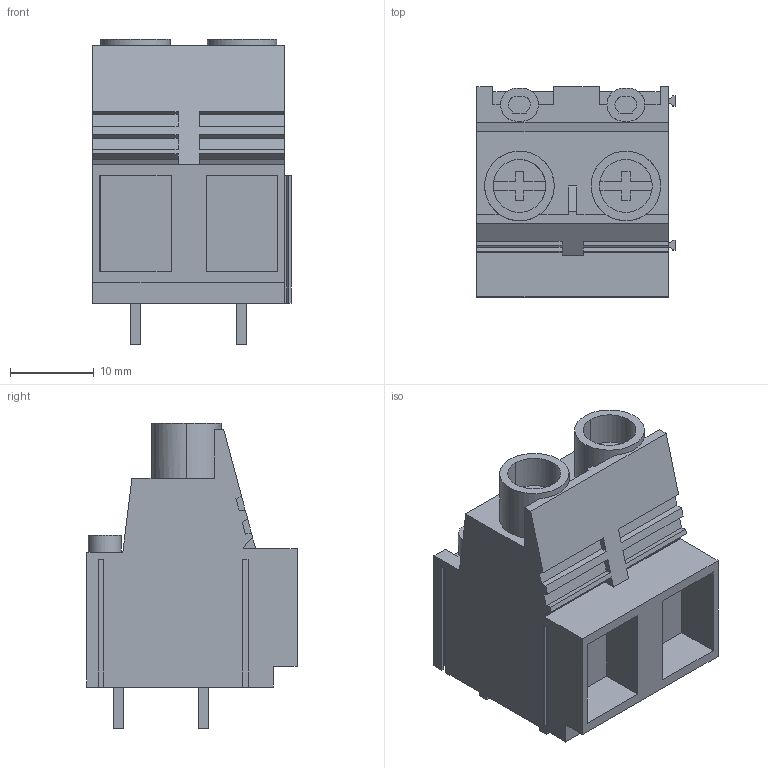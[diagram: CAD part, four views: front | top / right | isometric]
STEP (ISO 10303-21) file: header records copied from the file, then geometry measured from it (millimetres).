
FILE_DESCRIPTION(('CATIA V5 STEP Exchange','CAx-IF Rec.Pracs.--- Model Styling and Organization---1.2---2011-12-15'),'2;1');
FILE_NAME ('D1461518_0_2014360000_2014360000.stp','2018-04-09T05:37:23+00:00',('none'),('Weidmueller'),'CATIA Version 5-6 Release 2014','CATIA V5 STEP AP214','none');
FILE_SCHEMA(('AUTOMOTIVE_DESIGN { 1 0 10303 214 1 1 1 1 }'));
Length unit declared in the file: millimetre
Products named in the file (1): 2014360000
Bounding box: 23.66 x 25.07 x 36.5 mm (x, y, z)
Volume: 10824.2 mm3; surface area: 5503.8 mm2
Topology: 7 solids, 7 shells, 235 faces, 635 edges, 422 vertices
Faces by surface type: plane 215, cylinder 20
Entity records: 7062 total; most frequent: CARTESIAN_POINT 1333, ORIENTED_EDGE 1270, DIRECTION 996, EDGE_CURVE 635, VECTOR 575, LINE 575, VERTEX_POINT 422, EDGE_LOOP 243
